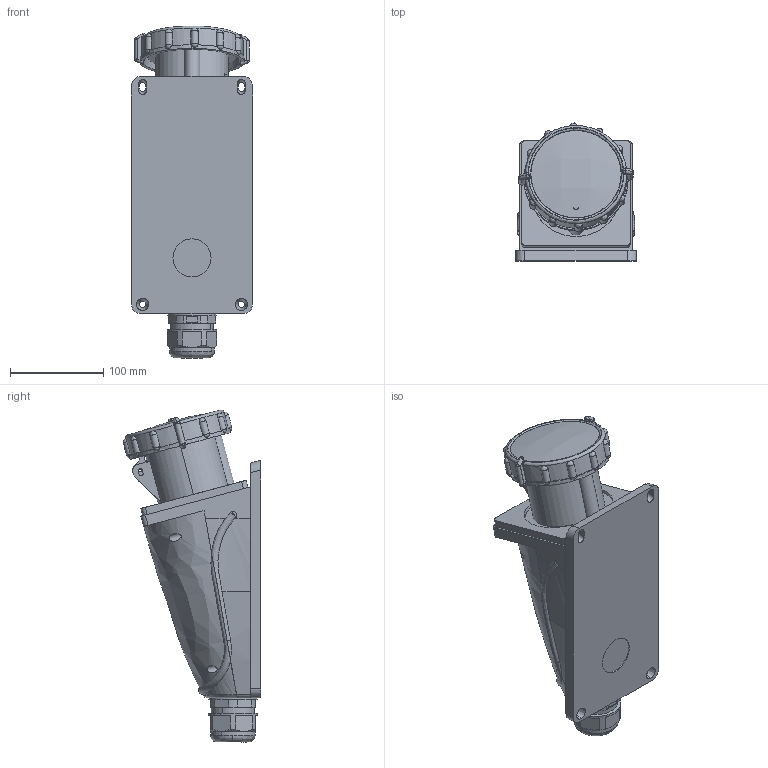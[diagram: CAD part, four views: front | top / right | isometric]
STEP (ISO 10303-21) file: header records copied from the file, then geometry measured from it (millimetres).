
FILE_DESCRIPTION (( 'STEP AP214' ), '1' );
FILE_NAME ('PSN11-063-3 Ðîçåòêà ñòàöèîíàðíàÿ ÑÑÈ-133 63À-6÷_200-250Â 2Ð+ÐÅ IP67 MAGNUM ÈÝÊ1.STEP', '2025-09-17T06:52:47', ( '' ), ( '' ), 'SwSTEP 2.0', 'SolidWorks 2022', '' );
FILE_SCHEMA (( 'AUTOMOTIVE_DESIGN' ));
Length unit declared in the file: millimetre
Products named in the file (1): PSN11-063-3 Розетка стационарная ССИ-133 63А-6ч_200-250В 2Р+РЕ IP67 MAGNUM ИЭК1
Bounding box: 130 x 147.78 x 356.56 mm (x, y, z)
Volume: 1333253.9 mm3; surface area: 383039.7 mm2
Topology: 2 solids, 2 shells, 738 faces, 2047 edges, 1351 vertices
Faces by surface type: plane 342, cylinder 282, bspline 91, cone 12, torus 11
Entity records: 42766 total; most frequent: CARTESIAN_POINT 24463, ORIENTED_EDGE 4072, DIRECTION 3528, EDGE_CURVE 2036, VERTEX_POINT 1351, AXIS2_PLACEMENT_3D 1286, LINE 956, VECTOR 956
